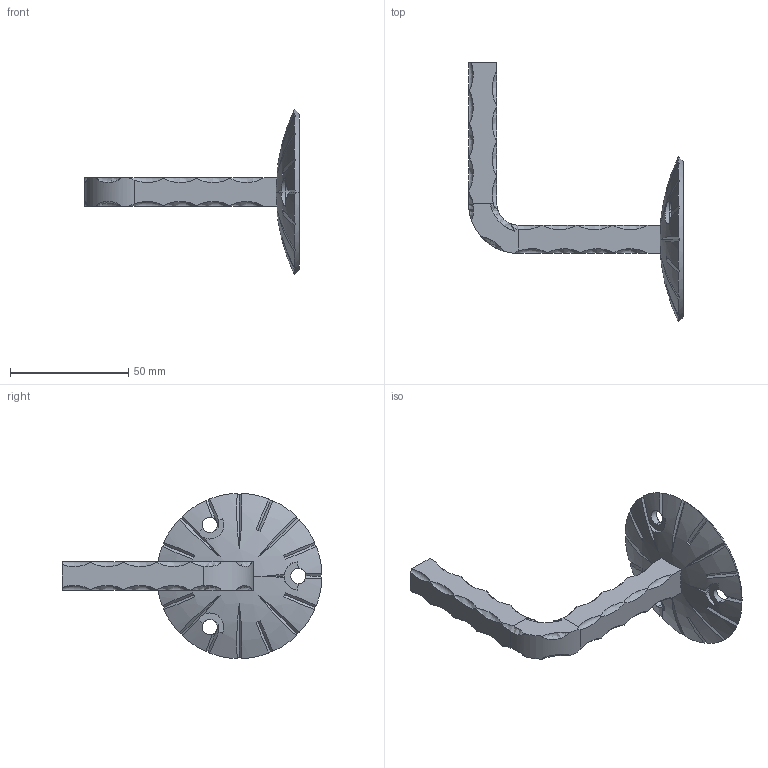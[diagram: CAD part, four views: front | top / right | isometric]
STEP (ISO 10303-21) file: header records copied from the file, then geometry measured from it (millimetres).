
FILE_DESCRIPTION (( 'STEP AP203' ), '1' );
FILE_NAME ('2502.step', '2015-09-17T14:55:43', ( '' ), ( '' ), 'SwSTEP 2.0', 'SolidWorks 2015', '' );
FILE_SCHEMA (( 'CONFIG_CONTROL_DESIGN' ));
Length unit declared in the file: millimetre
Products named in the file (1): 2502
Bounding box: 91 x 109.99 x 69.98 mm (x, y, z)
Volume: 30833.5 mm3; surface area: 15494.4 mm2
Topology: 1 solids, 1 shells, 280 faces, 818 edges, 517 vertices
Faces by surface type: plane 109, bspline 77, cone 38, torus 38, cylinder 12, sphere 6
Entity records: 14039 total; most frequent: CARTESIAN_POINT 7352, ORIENTED_EDGE 1564, DIRECTION 1090, EDGE_CURVE 782, VERTEX_POINT 517, AXIS2_PLACEMENT_3D 377, LINE 336, VECTOR 336
